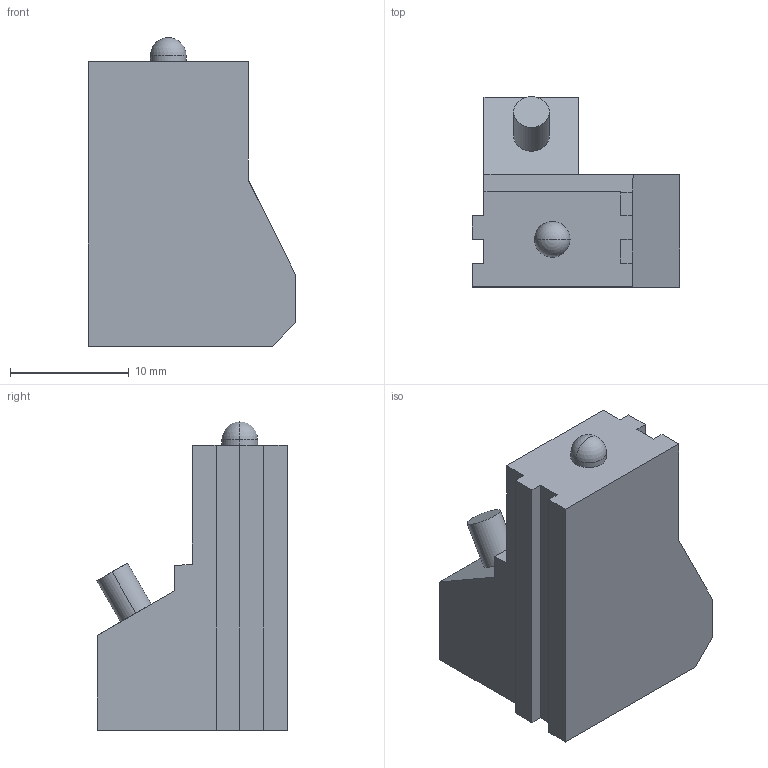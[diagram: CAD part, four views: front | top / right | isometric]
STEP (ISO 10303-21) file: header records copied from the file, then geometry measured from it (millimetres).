
FILE_DESCRIPTION(('STEP AP203'),'1');
FILE_NAME('detecteur_0dh-700mo8.stp','2018-10-24T11:42:20',('TraceParts'),('TraceParts S.A.'),'Spatial InterOp 3D',' ',' ');
FILE_SCHEMA(('CONFIG_CONTROL_DESIGN'));
Length unit declared in the file: millimetre
Products named in the file (1): 1
Bounding box: 17.5 x 16.05 x 26 mm (x, y, z)
Volume: 3624.4 mm3; surface area: 1763.8 mm2
Topology: 1 solids, 1 shells, 38 faces, 96 edges, 61 vertices
Faces by surface type: plane 30, cylinder 6, sphere 2
Entity records: 1156 total; most frequent: CARTESIAN_POINT 194, ORIENTED_EDGE 188, DIRECTION 186, EDGE_CURVE 94, LINE 80, VECTOR 80, VERTEX_POINT 61, AXIS2_PLACEMENT_3D 53
